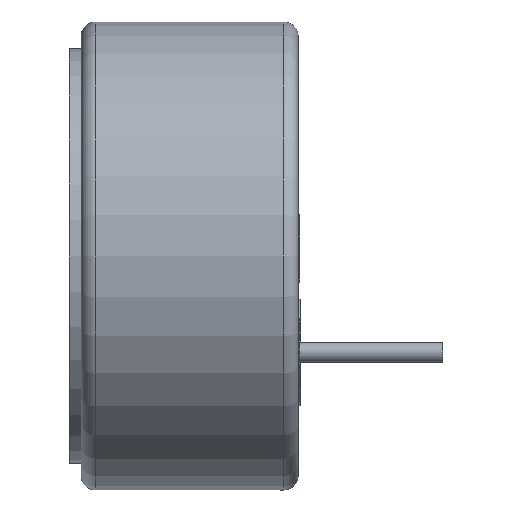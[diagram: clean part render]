
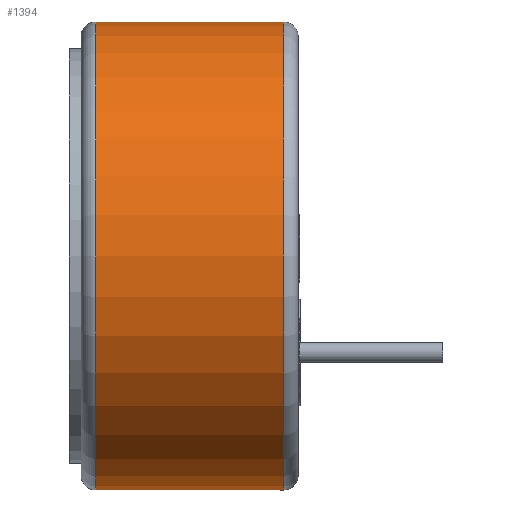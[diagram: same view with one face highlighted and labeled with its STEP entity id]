
A CAD part, left-side view. The second image highlights one B-rep face of the part: STEP entity #1394.
In plain terms, the highlighted cylindrical face has radius 4.85 mm (diameter 9.7 mm), a partial arc.
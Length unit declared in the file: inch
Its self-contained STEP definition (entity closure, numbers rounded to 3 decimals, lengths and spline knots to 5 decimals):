
#10 = AXIS2_PLACEMENT_3D ( 'NONE', #1710, #1698, #372 ) ;
#123 = AXIS2_PLACEMENT_3D ( 'NONE', #877, #549, #739 ) ;
#139 = EDGE_CURVE ( 'NONE', #597, #770, #1457, .T. ) ;
#150 = VECTOR ( 'NONE', #737, 39.37008 ) ;
#159 = ORIENTED_EDGE ( 'NONE', *, *, #772, .T. ) ;
#161 = EDGE_CURVE ( 'NONE', #247, #1613, #482, .T. ) ;
#231 = DIRECTION ( 'NONE',  ( 0., 0., -1. ) ) ;
#247 = VERTEX_POINT ( 'NONE', #694 ) ;
#372 = DIRECTION ( 'NONE',  ( 0., 0., 1. ) ) ;
#413 = EDGE_LOOP ( 'NONE', ( #1273, #159, #653, #1026 ) ) ;
#482 = LINE ( 'NONE', #626, #1406 ) ;
#549 = DIRECTION ( 'NONE',  ( 0., 1., 0. ) ) ;
#570 = CARTESIAN_POINT ( 'NONE',  ( 0., 0.11811, -0.19094 ) ) ;
#597 = VERTEX_POINT ( 'NONE', #1435 ) ;
#626 = CARTESIAN_POINT ( 'NONE',  ( 0., 0.11811, 0.19094 ) ) ;
#653 = ORIENTED_EDGE ( 'NONE', *, *, #161, .T. ) ;
#694 = CARTESIAN_POINT ( 'NONE',  ( 0., 0.12992, 0.19094 ) ) ;
#737 = DIRECTION ( 'NONE',  ( 0., 1., 0. ) ) ;
#739 = DIRECTION ( 'NONE',  ( 0., 0., -1. ) ) ;
#758 = CIRCLE ( 'NONE', #1890, 0.19094 ) ;
#770 = VERTEX_POINT ( 'NONE', #1879 ) ;
#772 = EDGE_CURVE ( 'NONE', #597, #247, #1285, .T. ) ;
#799 = CARTESIAN_POINT ( 'NONE',  ( 0., 0.28346, 0.19094 ) ) ;
#841 = CYLINDRICAL_SURFACE ( 'NONE', #10, 0.19094 ) ;
#877 = CARTESIAN_POINT ( 'NONE',  ( 0., 0.12992, 0. ) ) ;
#898 = EDGE_CURVE ( 'NONE', #1613, #770, #758, .T. ) ;
#1026 = ORIENTED_EDGE ( 'NONE', *, *, #898, .T. ) ;
#1212 = DIRECTION ( 'NONE',  ( 0., 1., 0. ) ) ;
#1273 = ORIENTED_EDGE ( 'NONE', *, *, #139, .F. ) ;
#1276 = CARTESIAN_POINT ( 'NONE',  ( 0., 0.28346, 0. ) ) ;
#1285 = CIRCLE ( 'NONE', #123, 0.19094 ) ;
#1394 = ADVANCED_FACE ( 'NONE', ( #1535 ), #841, .T. ) ;
#1406 = VECTOR ( 'NONE', #1212, 39.37008 ) ;
#1435 = CARTESIAN_POINT ( 'NONE',  ( 0., 0.12992, -0.19094 ) ) ;
#1457 = LINE ( 'NONE', #570, #150 ) ;
#1535 = FACE_OUTER_BOUND ( 'NONE', #413, .T. ) ;
#1613 = VERTEX_POINT ( 'NONE', #799 ) ;
#1698 = DIRECTION ( 'NONE',  ( 0., 1., 0. ) ) ;
#1708 = DIRECTION ( 'NONE',  ( 0., -1., 0. ) ) ;
#1710 = CARTESIAN_POINT ( 'NONE',  ( 0., 0.11811, 0. ) ) ;
#1879 = CARTESIAN_POINT ( 'NONE',  ( 0., 0.28346, -0.19094 ) ) ;
#1890 = AXIS2_PLACEMENT_3D ( 'NONE', #1276, #1708, #231 ) ;
